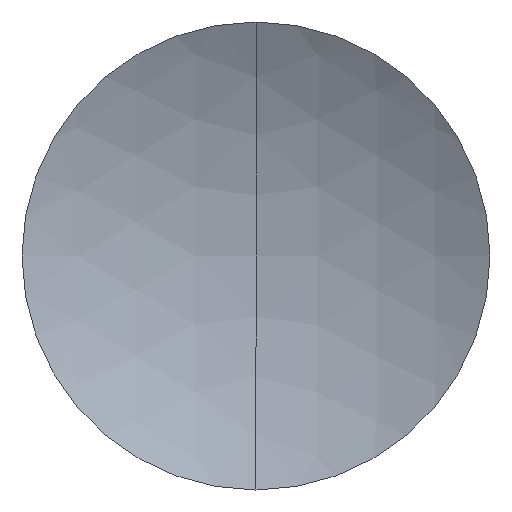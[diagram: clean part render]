
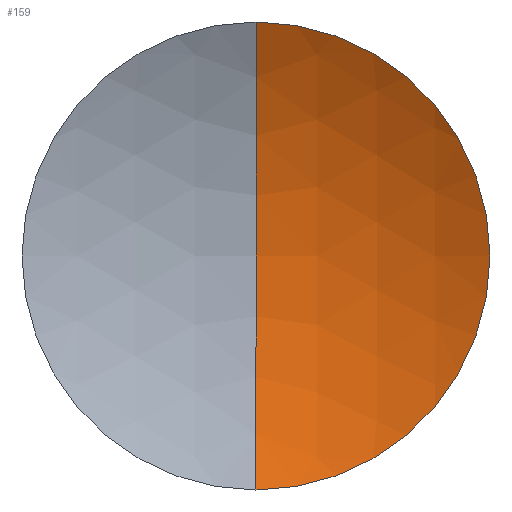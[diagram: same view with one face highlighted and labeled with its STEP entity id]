
A CAD part, left-side view. The second image highlights one B-rep face of the part: STEP entity #159.
In plain terms, the highlighted spherical face has radius 13.6 mm.
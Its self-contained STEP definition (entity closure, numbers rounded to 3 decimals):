
#9 = SPHERICAL_SURFACE ( 'NONE', #17, 13.6 ) ;
#10 = DIRECTION ( 'NONE',  ( 0., 0., 1. ) ) ;
#15 = AXIS2_PLACEMENT_3D ( 'NONE', #111, #339, #121 ) ;
#17 = AXIS2_PLACEMENT_3D ( 'NONE', #239, #119, #10 ) ;
#21 = ORIENTED_EDGE ( 'NONE', *, *, #241, .T. ) ;
#26 = ORIENTED_EDGE ( 'NONE', *, *, #51, .T. ) ;
#42 = DIRECTION ( 'NONE',  ( 0., 1., 0. ) ) ;
#51 = EDGE_CURVE ( 'NONE', #274, #336, #143, .T. ) ;
#61 = CIRCLE ( 'NONE', #290, 13.6 ) ;
#104 = DIRECTION ( 'NONE',  ( 0., 0., -1. ) ) ;
#111 = CARTESIAN_POINT ( 'NONE',  ( 157.71, 0., 0. ) ) ;
#115 = CARTESIAN_POINT ( 'NONE',  ( 157.71, 0., -6.35 ) ) ;
#119 = DIRECTION ( 'NONE',  ( 0., 1., 0. ) ) ;
#121 = DIRECTION ( 'NONE',  ( 0., 0., 1. ) ) ;
#124 = CARTESIAN_POINT ( 'NONE',  ( 159.283, 0., 0. ) ) ;
#137 = EDGE_LOOP ( 'NONE', ( #342, #21, #26 ) ) ;
#143 = CIRCLE ( 'NONE', #15, 6.35 ) ;
#146 = CARTESIAN_POINT ( 'NONE',  ( 145.683, 0., 0. ) ) ;
#149 = DIRECTION ( 'NONE',  ( 0., 0., 1. ) ) ;
#159 = ADVANCED_FACE ( 'NONE', ( #344 ), #9, .F. ) ;
#174 = DIRECTION ( 'NONE',  ( 0., -1., 0. ) ) ;
#186 = CIRCLE ( 'NONE', #218, 13.6 ) ;
#218 = AXIS2_PLACEMENT_3D ( 'NONE', #314, #174, #104 ) ;
#239 = CARTESIAN_POINT ( 'NONE',  ( 145.683, 0., 0. ) ) ;
#241 = EDGE_CURVE ( 'NONE', #298, #274, #61, .T. ) ;
#245 = EDGE_CURVE ( 'NONE', #298, #336, #186, .T. ) ;
#274 = VERTEX_POINT ( 'NONE', #115 ) ;
#290 = AXIS2_PLACEMENT_3D ( 'NONE', #146, #42, #149 ) ;
#298 = VERTEX_POINT ( 'NONE', #124 ) ;
#301 = CARTESIAN_POINT ( 'NONE',  ( 157.71, 0., 6.35 ) ) ;
#314 = CARTESIAN_POINT ( 'NONE',  ( 145.683, 0., 0. ) ) ;
#336 = VERTEX_POINT ( 'NONE', #301 ) ;
#339 = DIRECTION ( 'NONE',  ( -1., 0., 0. ) ) ;
#342 = ORIENTED_EDGE ( 'NONE', *, *, #245, .F. ) ;
#344 = FACE_OUTER_BOUND ( 'NONE', #137, .T. ) ;
